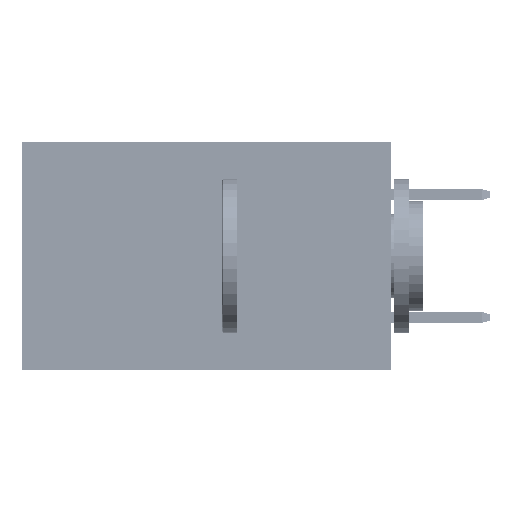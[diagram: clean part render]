
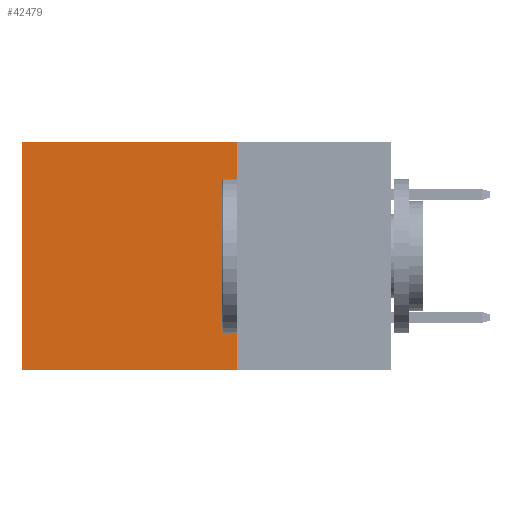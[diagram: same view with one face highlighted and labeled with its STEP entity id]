
A CAD part, left-side view. The second image highlights one B-rep face of the part: STEP entity #42479.
In plain terms, the highlighted planar face has unit normal (-1, 0, 0).
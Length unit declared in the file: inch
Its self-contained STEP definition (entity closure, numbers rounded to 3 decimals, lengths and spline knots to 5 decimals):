
#627 = VECTOR ( 'NONE', #10757, 39.37008 ) ;
#655 = EDGE_CURVE ( 'NONE', #29372, #13208, #30196, .T. ) ;
#689 = DIRECTION ( 'NONE',  ( 0., 0., -1. ) ) ;
#2419 = CARTESIAN_POINT ( 'NONE',  ( 0.2875, 0.25, -0.37 ) ) ;
#2485 = CARTESIAN_POINT ( 'NONE',  ( 0.2875, 0.6, -0.37 ) ) ;
#3310 = EDGE_CURVE ( 'NONE', #26245, #29372, #14414, .T. ) ;
#4861 = VERTEX_POINT ( 'NONE', #2419 ) ;
#5017 = AXIS2_PLACEMENT_3D ( 'NONE', #33631, #30348, #689 ) ;
#5183 = DIRECTION ( 'NONE',  ( 0., 1., 0. ) ) ;
#6477 = CARTESIAN_POINT ( 'NONE',  ( 0.2875, 0.6, 0. ) ) ;
#7336 = CARTESIAN_POINT ( 'NONE',  ( 0.2875, 0.6, 0. ) ) ;
#8488 = DIRECTION ( 'NONE',  ( 0., 0., -1. ) ) ;
#10757 = DIRECTION ( 'NONE',  ( 0., 0., -1. ) ) ;
#13208 = VERTEX_POINT ( 'NONE', #2485 ) ;
#14414 = LINE ( 'NONE', #26110, #34774 ) ;
#17056 = EDGE_CURVE ( 'NONE', #4861, #13208, #27387, .T. ) ;
#18691 = ORIENTED_EDGE ( 'NONE', *, *, #24851, .F. ) ;
#23038 = CARTESIAN_POINT ( 'NONE',  ( 0.2875, 0.25, 0. ) ) ;
#23550 = EDGE_LOOP ( 'NONE', ( #36875, #39688, #18691, #30464 ) ) ;
#24358 = FACE_OUTER_BOUND ( 'NONE', #23550, .T. ) ;
#24851 = EDGE_CURVE ( 'NONE', #26245, #4861, #30740, .T. ) ;
#26110 = CARTESIAN_POINT ( 'NONE',  ( 0.2875, 0.25, 0. ) ) ;
#26245 = VERTEX_POINT ( 'NONE', #46503 ) ;
#27387 = LINE ( 'NONE', #45572, #43629 ) ;
#29372 = VERTEX_POINT ( 'NONE', #6477 ) ;
#29880 = PLANE ( 'NONE',  #5017 ) ;
#30196 = LINE ( 'NONE', #7336, #627 ) ;
#30348 = DIRECTION ( 'NONE',  ( 1., 0., 0. ) ) ;
#30464 = ORIENTED_EDGE ( 'NONE', *, *, #3310, .T. ) ;
#30740 = LINE ( 'NONE', #23038, #40661 ) ;
#33631 = CARTESIAN_POINT ( 'NONE',  ( 0.2875, 0.25, 0. ) ) ;
#34774 = VECTOR ( 'NONE', #40916, 39.37008 ) ;
#36875 = ORIENTED_EDGE ( 'NONE', *, *, #655, .T. ) ;
#39688 = ORIENTED_EDGE ( 'NONE', *, *, #17056, .F. ) ;
#40661 = VECTOR ( 'NONE', #8488, 39.37008 ) ;
#40916 = DIRECTION ( 'NONE',  ( 0., 1., 0. ) ) ;
#42479 = ADVANCED_FACE ( 'NONE', ( #24358 ), #29880, .F. ) ;
#43629 = VECTOR ( 'NONE', #5183, 39.37008 ) ;
#45572 = CARTESIAN_POINT ( 'NONE',  ( 0.2875, 0.25, -0.37 ) ) ;
#46503 = CARTESIAN_POINT ( 'NONE',  ( 0.2875, 0.25, 0. ) ) ;
